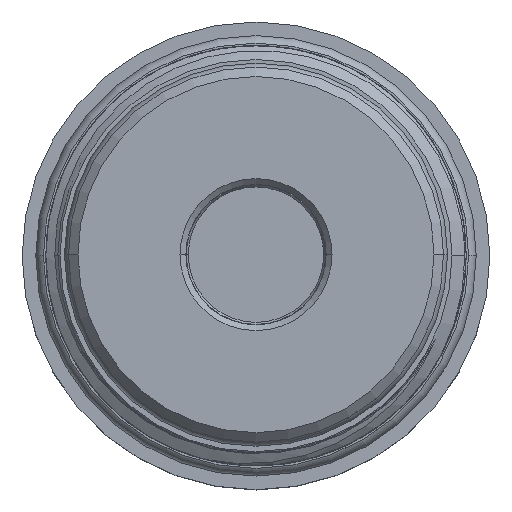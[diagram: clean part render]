
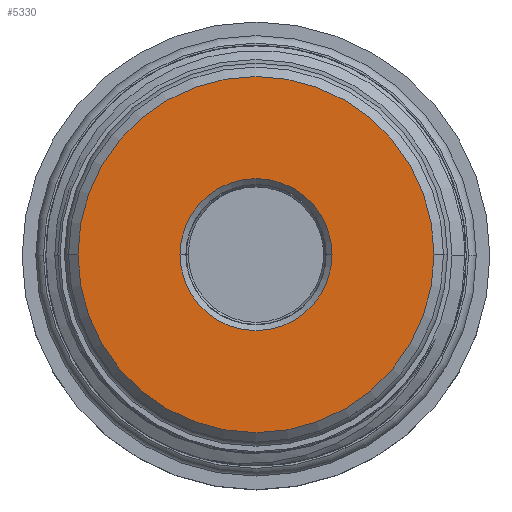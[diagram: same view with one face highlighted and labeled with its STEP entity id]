
A CAD part, top view. The second image highlights one B-rep face of the part: STEP entity #5330.
In plain terms, the highlighted planar face has unit normal (0, 0, 1).
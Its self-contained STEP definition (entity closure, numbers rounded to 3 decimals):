
#653 = EDGE_CURVE ( 'NONE', #31288, #31261, #32502, .T. ) ;
#730 = EDGE_CURVE ( 'NONE', #31261, #31288, #32524, .T. ) ;
#775 = EDGE_CURVE ( 'NONE', #31272, #31979, #32615, .T. ) ;
#1786 = ORIENTED_EDGE ( 'NONE', *, *, #730, .T. ) ;
#1991 = ORIENTED_EDGE ( 'NONE', *, *, #775, .T. ) ;
#2087 = ORIENTED_EDGE ( 'NONE', *, *, #13083, .T. ) ;
#2094 = ORIENTED_EDGE ( 'NONE', *, *, #653, .T. ) ;
#4856 = AXIS2_PLACEMENT_3D ( 'NONE', #28801, #28758, #28795 ) ;
#4892 = AXIS2_PLACEMENT_3D ( 'NONE', #17193, #17197, #17199 ) ;
#4916 = AXIS2_PLACEMENT_3D ( 'NONE', #16046, #16044, #15972 ) ;
#5330 = ADVANCED_FACE ( 'NONE', ( #10760, #10771 ), #14543, .F. ) ;
#10760 = FACE_BOUND ( 'NONE', #32955, .T. ) ;
#10771 = FACE_OUTER_BOUND ( 'NONE', #33070, .T. ) ;
#11770 = AXIS2_PLACEMENT_3D ( 'NONE', #14545, #14550, #14551 ) ;
#12339 = AXIS2_PLACEMENT_3D ( 'NONE', #26953, #26954, #26955 ) ;
#13083 = EDGE_CURVE ( 'NONE', #31979, #31272, #23735, .T. ) ;
#14543 = PLANE ( 'NONE',  #11770 ) ;
#14545 = CARTESIAN_POINT ( 'NONE',  ( 0., 0., 123.242 ) ) ;
#14550 = DIRECTION ( 'NONE',  ( 0., 0., -1. ) ) ;
#14551 = DIRECTION ( 'NONE',  ( -1., 0., 0. ) ) ;
#15972 = DIRECTION ( 'NONE',  ( 1., 0., 0. ) ) ;
#16044 = DIRECTION ( 'NONE',  ( 0., 0., 1. ) ) ;
#16046 = CARTESIAN_POINT ( 'NONE',  ( 0., 0., 123.242 ) ) ;
#17193 = CARTESIAN_POINT ( 'NONE',  ( 0., 0., 123.242 ) ) ;
#17197 = DIRECTION ( 'NONE',  ( 0., 0., -1. ) ) ;
#17199 = DIRECTION ( 'NONE',  ( -1., 0., 0. ) ) ;
#23735 = CIRCLE ( 'NONE', #12339, 15.075 ) ;
#26953 = CARTESIAN_POINT ( 'NONE',  ( 0., 0., 123.242 ) ) ;
#26954 = DIRECTION ( 'NONE',  ( 0., 0., 1. ) ) ;
#26955 = DIRECTION ( 'NONE',  ( 1., 0., 0. ) ) ;
#28758 = DIRECTION ( 'NONE',  ( 0., 0., -1. ) ) ;
#28795 = DIRECTION ( 'NONE',  ( -1., 0., 0. ) ) ;
#28801 = CARTESIAN_POINT ( 'NONE',  ( 0., 0., 123.242 ) ) ;
#29438 = CARTESIAN_POINT ( 'NONE',  ( -6.435, 0., 123.242 ) ) ;
#29445 = CARTESIAN_POINT ( 'NONE',  ( -15.075, 0., 123.242 ) ) ;
#29449 = CARTESIAN_POINT ( 'NONE',  ( 6.435, 0., 123.242 ) ) ;
#29810 = CARTESIAN_POINT ( 'NONE',  ( 15.075, 0., 123.242 ) ) ;
#31261 = VERTEX_POINT ( 'NONE', #29438 ) ;
#31272 = VERTEX_POINT ( 'NONE', #29445 ) ;
#31288 = VERTEX_POINT ( 'NONE', #29449 ) ;
#31979 = VERTEX_POINT ( 'NONE', #29810 ) ;
#32502 = CIRCLE ( 'NONE', #4856, 6.435 ) ;
#32524 = CIRCLE ( 'NONE', #4892, 6.435 ) ;
#32615 = CIRCLE ( 'NONE', #4916, 15.075 ) ;
#32955 = EDGE_LOOP ( 'NONE', ( #2094, #1786 ) ) ;
#33070 = EDGE_LOOP ( 'NONE', ( #1991, #2087 ) ) ;
